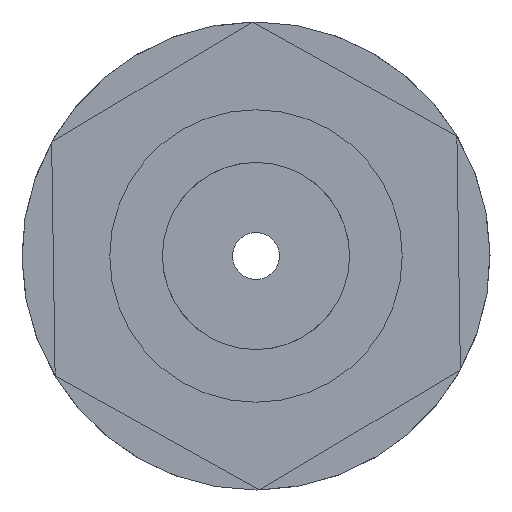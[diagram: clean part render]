
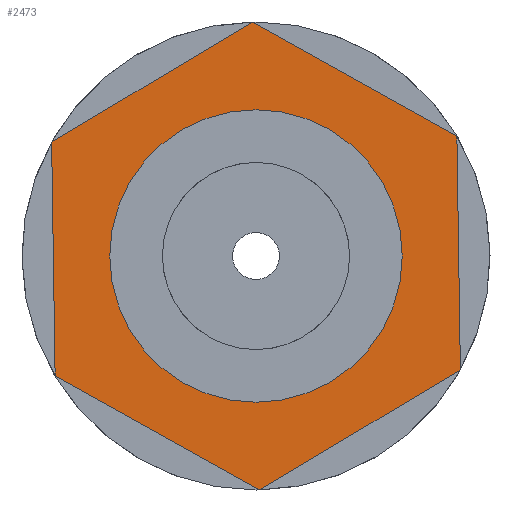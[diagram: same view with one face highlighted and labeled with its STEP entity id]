
A CAD part, front view. The second image highlights one B-rep face of the part: STEP entity #2473.
In plain terms, the highlighted planar face has unit normal (0, -1, 0).
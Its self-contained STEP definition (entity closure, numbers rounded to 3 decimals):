
#52 = DIRECTION ( 'NONE',  ( 0., 0., -1. ) ) ;
#97 = CARTESIAN_POINT ( 'NONE',  ( 8.734, -4., -4.87 ) ) ;
#140 = CARTESIAN_POINT ( 'NONE',  ( -8.585, -4., -5.129 ) ) ;
#192 = VERTEX_POINT ( 'NONE', #1730 ) ;
#222 = VECTOR ( 'NONE', #1397, 1000. ) ;
#234 = LINE ( 'NONE', #541, #2318 ) ;
#258 = CARTESIAN_POINT ( 'NONE',  ( 0., -4., 0. ) ) ;
#289 = CARTESIAN_POINT ( 'NONE',  ( 8.734, -4., -4.87 ) ) ;
#359 = CARTESIAN_POINT ( 'NONE',  ( 8.585, -4., 5.129 ) ) ;
#394 = ORIENTED_EDGE ( 'NONE', *, *, #1785, .T. ) ;
#423 = VERTEX_POINT ( 'NONE', #641 ) ;
#426 = CARTESIAN_POINT ( 'NONE',  ( 0.149, -4., -9.999 ) ) ;
#435 = ORIENTED_EDGE ( 'NONE', *, *, #1003, .F. ) ;
#443 = DIRECTION ( 'NONE',  ( 0., 0., -1. ) ) ;
#493 = CARTESIAN_POINT ( 'NONE',  ( -8.585, -4., -5.129 ) ) ;
#535 = LINE ( 'NONE', #289, #747 ) ;
#541 = CARTESIAN_POINT ( 'NONE',  ( -8.734, -4., 4.87 ) ) ;
#603 = LINE ( 'NONE', #1921, #1292 ) ;
#641 = CARTESIAN_POINT ( 'NONE',  ( 0., -4., -6. ) ) ;
#747 = VECTOR ( 'NONE', #1075, 1000. ) ;
#771 = AXIS2_PLACEMENT_3D ( 'NONE', #1091, #1259, #52 ) ;
#791 = VECTOR ( 'NONE', #2564, 1000. ) ;
#851 = DIRECTION ( 'NONE',  ( 0.858, 0., 0.513 ) ) ;
#901 = DIRECTION ( 'NONE',  ( 0., 0., -1. ) ) ;
#927 = ORIENTED_EDGE ( 'NONE', *, *, #2588, .T. ) ;
#1003 = EDGE_CURVE ( 'NONE', #423, #192, #1957, .T. ) ;
#1075 = DIRECTION ( 'NONE',  ( -0.015, 0., 1. ) ) ;
#1091 = CARTESIAN_POINT ( 'NONE',  ( 0., -4., 0. ) ) ;
#1125 = DIRECTION ( 'NONE',  ( 0.015, 0., -1. ) ) ;
#1134 = VERTEX_POINT ( 'NONE', #97 ) ;
#1142 = CIRCLE ( 'NONE', #2108, 6. ) ;
#1217 = EDGE_CURVE ( 'NONE', #1407, #2635, #603, .T. ) ;
#1233 = EDGE_CURVE ( 'NONE', #1134, #1407, #535, .T. ) ;
#1236 = CARTESIAN_POINT ( 'NONE',  ( 0.149, -4., -9.999 ) ) ;
#1259 = DIRECTION ( 'NONE',  ( 0., -1., 0. ) ) ;
#1292 = VECTOR ( 'NONE', #1718, 1000. ) ;
#1331 = LINE ( 'NONE', #140, #791 ) ;
#1355 = CARTESIAN_POINT ( 'NONE',  ( -0.149, -4., 9.999 ) ) ;
#1397 = DIRECTION ( 'NONE',  ( -0.858, 0., -0.513 ) ) ;
#1407 = VERTEX_POINT ( 'NONE', #359 ) ;
#1417 = EDGE_CURVE ( 'NONE', #2635, #1771, #2540, .T. ) ;
#1524 = DIRECTION ( 'NONE',  ( 0., -1., 0. ) ) ;
#1649 = VERTEX_POINT ( 'NONE', #426 ) ;
#1662 = ORIENTED_EDGE ( 'NONE', *, *, #1695, .F. ) ;
#1695 = EDGE_CURVE ( 'NONE', #192, #423, #1142, .T. ) ;
#1718 = DIRECTION ( 'NONE',  ( -0.873, 0., 0.487 ) ) ;
#1730 = CARTESIAN_POINT ( 'NONE',  ( 0., -4., 6. ) ) ;
#1760 = ORIENTED_EDGE ( 'NONE', *, *, #2609, .T. ) ;
#1771 = VERTEX_POINT ( 'NONE', #2270 ) ;
#1785 = EDGE_CURVE ( 'NONE', #1649, #1134, #2494, .T. ) ;
#1911 = VERTEX_POINT ( 'NONE', #493 ) ;
#1921 = CARTESIAN_POINT ( 'NONE',  ( 8.585, -4., 5.129 ) ) ;
#1926 = EDGE_LOOP ( 'NONE', ( #2083, #2048, #927, #1760, #394, #2543 ) ) ;
#1957 = CIRCLE ( 'NONE', #771, 6. ) ;
#1981 = AXIS2_PLACEMENT_3D ( 'NONE', #2537, #1524, #901 ) ;
#2048 = ORIENTED_EDGE ( 'NONE', *, *, #1417, .T. ) ;
#2051 = DIRECTION ( 'NONE',  ( 0., -1., 0. ) ) ;
#2083 = ORIENTED_EDGE ( 'NONE', *, *, #1217, .T. ) ;
#2108 = AXIS2_PLACEMENT_3D ( 'NONE', #258, #2051, #443 ) ;
#2127 = PLANE ( 'NONE',  #1981 ) ;
#2270 = CARTESIAN_POINT ( 'NONE',  ( -8.734, -4., 4.87 ) ) ;
#2318 = VECTOR ( 'NONE', #1125, 1000. ) ;
#2358 = EDGE_LOOP ( 'NONE', ( #435, #1662 ) ) ;
#2473 = ADVANCED_FACE ( 'NONE', ( #2551, #2522 ), #2127, .T. ) ;
#2494 = LINE ( 'NONE', #1236, #2625 ) ;
#2522 = FACE_BOUND ( 'NONE', #2358, .T. ) ;
#2537 = CARTESIAN_POINT ( 'NONE',  ( -8.883, -4., 14.869 ) ) ;
#2540 = LINE ( 'NONE', #2614, #222 ) ;
#2543 = ORIENTED_EDGE ( 'NONE', *, *, #1233, .T. ) ;
#2551 = FACE_OUTER_BOUND ( 'NONE', #1926, .T. ) ;
#2564 = DIRECTION ( 'NONE',  ( 0.873, 0., -0.487 ) ) ;
#2588 = EDGE_CURVE ( 'NONE', #1771, #1911, #234, .T. ) ;
#2609 = EDGE_CURVE ( 'NONE', #1911, #1649, #1331, .T. ) ;
#2614 = CARTESIAN_POINT ( 'NONE',  ( -0.149, -4., 9.999 ) ) ;
#2625 = VECTOR ( 'NONE', #851, 1000. ) ;
#2635 = VERTEX_POINT ( 'NONE', #1355 ) ;
